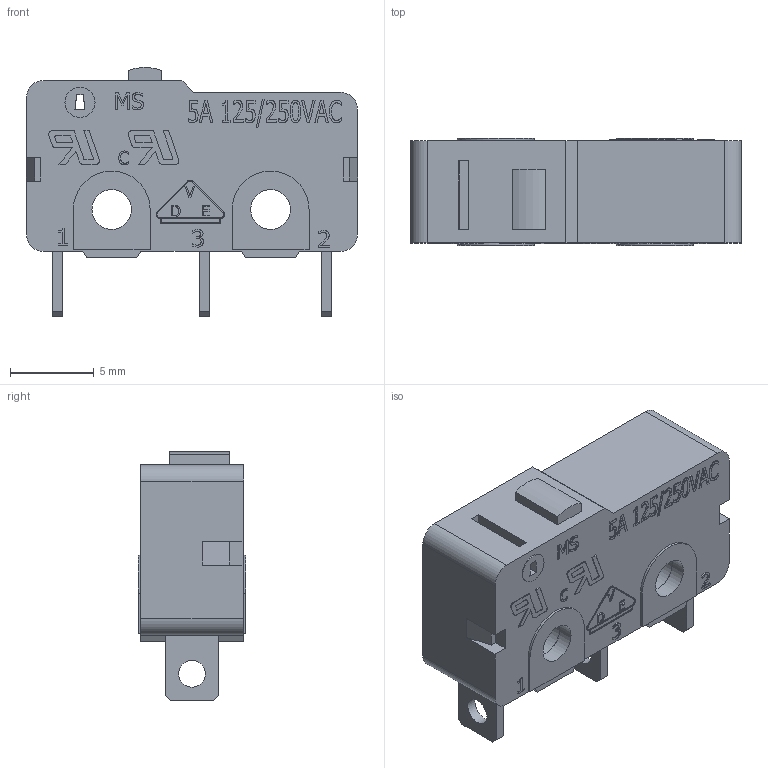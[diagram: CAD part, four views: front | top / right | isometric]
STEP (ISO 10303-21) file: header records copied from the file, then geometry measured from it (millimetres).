
FILE_DESCRIPTION((' '),'2;1');
FILE_NAME('MS085xx00FxxxS1A.stp','2017-07-12T08:44:49',(' '),(' '),' ','ACIS',' ');
FILE_SCHEMA(('CONFIG_CONTROL_DESIGN'));
Length unit declared in the file: inch
Products named in the file (1): MS085xx00FxxxS1A.stp
Bounding box: 19.8 x 6.4 x 14.89 mm (x, y, z)
Volume: 774.6 mm3; surface area: 1458.8 mm2
Topology: 1 solids, 4 shells, 750 faces, 2055 edges, 1371 vertices
Faces by surface type: plane 474, bspline 237, cylinder 39
Full cylindrical faces by diameter (mm): 1.6 x3, 1.8 x1, 2.37 x2, 2.4 x1, 2.5 x1
Entity records: 24892 total; most frequent: CARTESIAN_POINT 7316, ORIENTED_EDGE 4086, DIRECTION 2675, EDGE_CURVE 2043, VECTOR 1491, LINE 1491, VERTEX_POINT 1367, EDGE_LOOP 830
